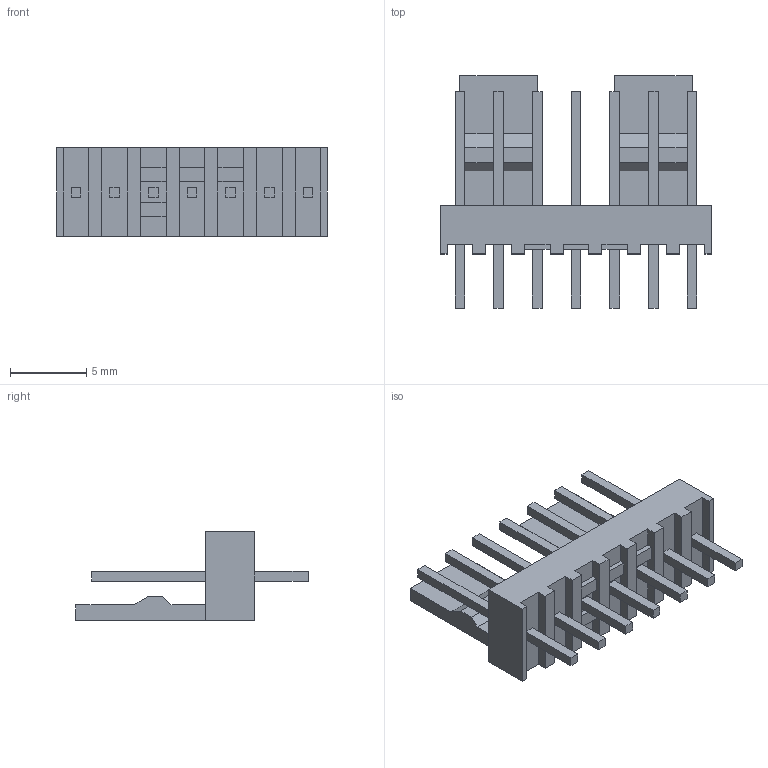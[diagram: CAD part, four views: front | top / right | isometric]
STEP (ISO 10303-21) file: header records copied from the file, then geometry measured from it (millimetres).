
FILE_DESCRIPTION (( 'STEP AP214' ), '1' );
FILE_NAME ('molex 7p.STEP', '2021-10-14T17:29:16', ( '' ), ( '' ), 'SwSTEP 2.0', 'SolidWorks 2021', '' );
FILE_SCHEMA (( 'AUTOMOTIVE_DESIGN' ));
Length unit declared in the file: millimetre
Products named in the file (1): molex 7p
Bounding box: 17.78 x 15.26 x 5.8 mm (x, y, z)
Volume: 413.8 mm3; surface area: 818.7 mm2
Topology: 1 solids, 1 shells, 136 faces, 360 edges, 240 vertices
Faces by surface type: plane 136
Entity records: 4873 total; most frequent: CARTESIAN_POINT 737, ORIENTED_EDGE 720, DIRECTION 634, LINE 360, EDGE_CURVE 360, VECTOR 360, VERTEX_POINT 240, EDGE_LOOP 150
